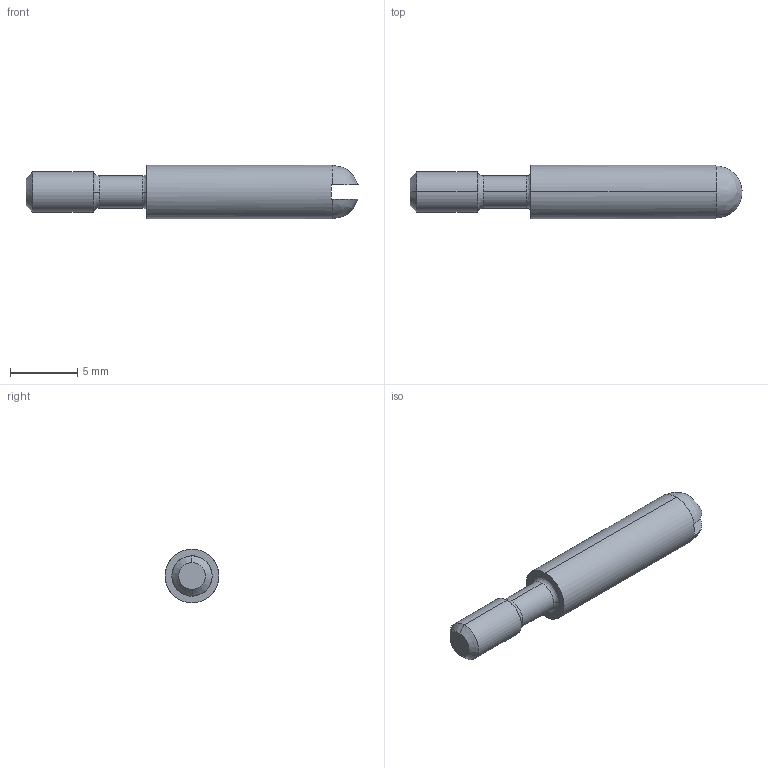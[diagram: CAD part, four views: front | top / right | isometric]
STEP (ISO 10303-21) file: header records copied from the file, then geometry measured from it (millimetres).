
FILE_DESCRIPTION (( 'STEP AP203' ), '1' );
FILE_NAME ('GPIN-M3_S.STP', '2017-08-16T13:44:40', ( '微软用户' ), ( '微软中国' ), 'SwSTEP 2.0', 'SolidWorks 2012', '' );
FILE_SCHEMA (( 'CONFIG_CONTROL_DESIGN' ));
Length unit declared in the file: millimetre
Products named in the file (1): GPIN-M3_S
Bounding box: 24.72 x 4 x 4 mm (x, y, z)
Volume: 236 mm3; surface area: 297.7 mm2
Topology: 1 solids, 1 shells, 19 faces, 46 edges, 30 vertices
Faces by surface type: bspline 6, cylinder 6, plane 5, cone 2
Entity records: 761 total; most frequent: CARTESIAN_POINT 242, DIRECTION 98, ORIENTED_EDGE 92, EDGE_CURVE 46, AXIS2_PLACEMENT_3D 42, VERTEX_POINT 30, CIRCLE 28, EDGE_LOOP 20
